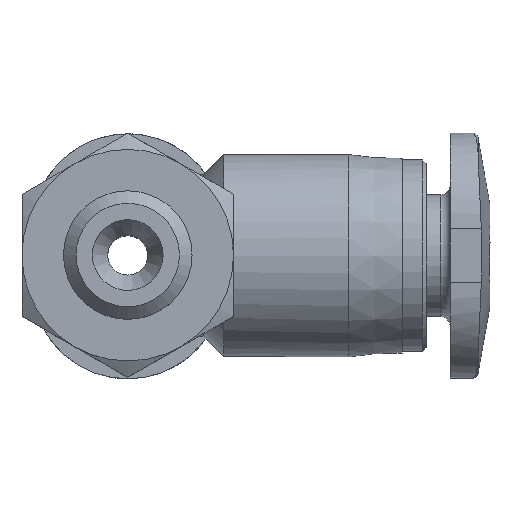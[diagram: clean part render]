
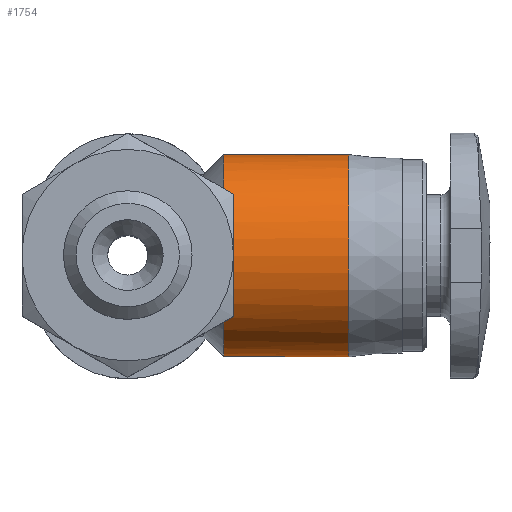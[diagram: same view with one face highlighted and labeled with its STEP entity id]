
A CAD part, top view. The second image highlights one B-rep face of the part: STEP entity #1754.
In plain terms, the highlighted cylindrical face has radius 3.8 mm (diameter 7.6 mm), a full revolution.
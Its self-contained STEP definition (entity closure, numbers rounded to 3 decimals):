
#26=ELLIPSE('',#1877,5.374,3.8);
#27=ELLIPSE('',#1878,5.374,3.8);
#28=ELLIPSE('',#1879,5.374,3.8);
#34=CYLINDRICAL_SURFACE('',#1875,3.8);
#83=LINE('',#2606,#115);
#84=LINE('',#2610,#116);
#115=VECTOR('',#2101,1000.);
#116=VECTOR('',#2104,1000.);
#179=CIRCLE('',#1841,3.8);
#180=CIRCLE('',#1843,3.8);
#196=CIRCLE('',#1876,3.8);
#323=ORIENTED_EDGE('',*,*,#638,.F.);
#324=ORIENTED_EDGE('',*,*,#639,.F.);
#325=ORIENTED_EDGE('',*,*,#594,.T.);
#326=ORIENTED_EDGE('',*,*,#590,.T.);
#327=ORIENTED_EDGE('',*,*,#640,.F.);
#328=ORIENTED_EDGE('',*,*,#641,.F.);
#329=ORIENTED_EDGE('',*,*,#642,.F.);
#330=ORIENTED_EDGE('',*,*,#643,.T.);
#590=EDGE_CURVE('',#753,#752,#179,.T.);
#594=EDGE_CURVE('',#756,#753,#180,.T.);
#638=EDGE_CURVE('',#785,#785,#196,.T.);
#639=EDGE_CURVE('',#756,#786,#26,.F.);
#640=EDGE_CURVE('',#787,#752,#27,.F.);
#641=EDGE_CURVE('',#788,#787,#83,.F.);
#642=EDGE_CURVE('',#789,#788,#28,.T.);
#643=EDGE_CURVE('',#789,#786,#84,.F.);
#752=VERTEX_POINT('',#2436);
#753=VERTEX_POINT('',#2438);
#756=VERTEX_POINT('',#2455);
#785=VERTEX_POINT('',#2601);
#786=VERTEX_POINT('',#2603);
#787=VERTEX_POINT('',#2605);
#788=VERTEX_POINT('',#2607);
#789=VERTEX_POINT('',#2609);
#924=EDGE_LOOP('',(#323));
#925=EDGE_LOOP('',(#324,#325,#326,#327,#328,#329,#330));
#1045=FACE_BOUND('',#924,.T.);
#1046=FACE_BOUND('',#925,.T.);
#1754=ADVANCED_FACE('',(#1045,#1046),#34,.T.);
#1841=AXIS2_PLACEMENT_3D('',#2437,#2021,#2022);
#1843=AXIS2_PLACEMENT_3D('',#2454,#2025,#2026);
#1875=AXIS2_PLACEMENT_3D('',#2599,#2093,#2094);
#1876=AXIS2_PLACEMENT_3D('',#2600,#2095,#2096);
#1877=AXIS2_PLACEMENT_3D('',#2602,#2097,#2098);
#1878=AXIS2_PLACEMENT_3D('',#2604,#2099,#2100);
#1879=AXIS2_PLACEMENT_3D('',#2608,#2102,#2103);
#2021=DIRECTION('',(1.,0.,0.));
#2022=DIRECTION('',(0.,0.,-1.));
#2025=DIRECTION('',(1.,0.,0.));
#2026=DIRECTION('',(0.,0.,-1.));
#2093=DIRECTION('',(1.,0.,0.));
#2094=DIRECTION('',(0.,0.,-1.));
#2095=DIRECTION('',(1.,0.,0.));
#2096=DIRECTION('',(0.,0.,-1.));
#2097=DIRECTION('',(0.707,0.,0.707));
#2098=DIRECTION('',(0.707,0.,-0.707));
#2099=DIRECTION('',(0.707,0.,0.707));
#2100=DIRECTION('',(0.707,0.,-0.707));
#2101=DIRECTION('',(1.,0.,0.));
#2102=DIRECTION('',(-0.707,0.,0.707));
#2103=DIRECTION('',(0.707,0.,0.707));
#2104=DIRECTION('',(1.,0.,0.));
#2436=CARTESIAN_POINT('',(3.6,-1.217,-3.6));
#2437=CARTESIAN_POINT('',(3.6,0.,0.));
#2438=CARTESIAN_POINT('',(3.6,0.,3.8));
#2454=CARTESIAN_POINT('',(3.6,0.,0.));
#2455=CARTESIAN_POINT('',(3.6,1.217,-3.6));
#2599=CARTESIAN_POINT('',(13.6,0.,0.));
#2600=CARTESIAN_POINT('',(8.3,0.,0.));
#2601=CARTESIAN_POINT('',(8.3,0.,-3.8));
#2602=CARTESIAN_POINT('',(0.,0.,0.));
#2603=CARTESIAN_POINT('',(3.725,0.75,-3.725));
#2604=CARTESIAN_POINT('',(0.,0.,0.));
#2605=CARTESIAN_POINT('',(3.725,-0.75,-3.725));
#2606=CARTESIAN_POINT('',(13.6,-0.75,-3.725));
#2607=CARTESIAN_POINT('',(5.395,-0.75,-3.725));
#2608=CARTESIAN_POINT('',(9.12,0.,0.));
#2609=CARTESIAN_POINT('',(5.395,0.75,-3.725));
#2610=CARTESIAN_POINT('',(13.6,0.75,-3.725));
